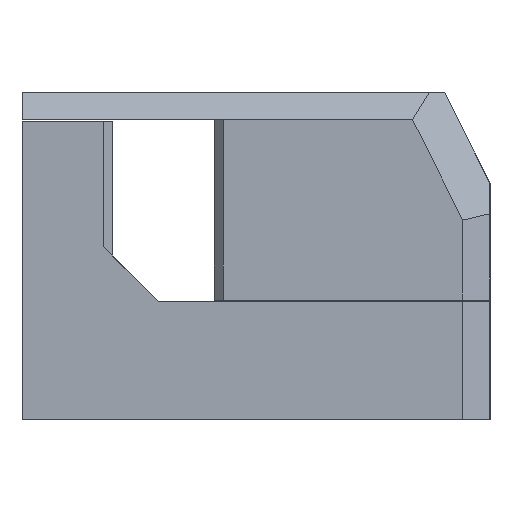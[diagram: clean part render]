
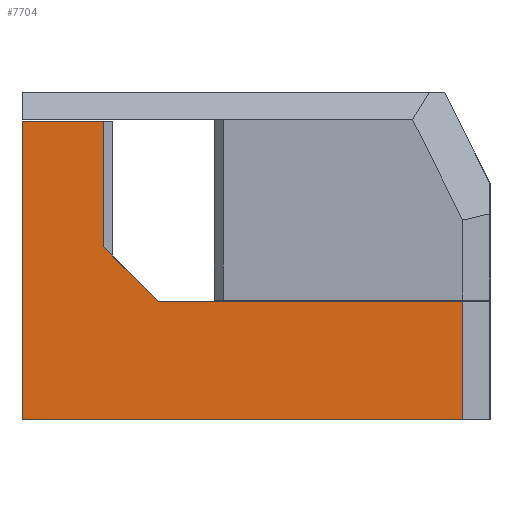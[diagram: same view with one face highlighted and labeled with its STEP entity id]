
A CAD part, left-side view. The second image highlights one B-rep face of the part: STEP entity #7704.
In plain terms, the highlighted planar face has unit normal (-1, 0, 0).
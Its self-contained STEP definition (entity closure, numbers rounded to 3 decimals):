
#366=PLANE('',#8270);
#760=FACE_OUTER_BOUND('',#1206,.T.);
#1206=EDGE_LOOP('',(#6726,#6727,#6728,#6729,#6730,#6731,#6732));
#1430=LINE('',#10747,#2358);
#1464=LINE('',#10819,#2392);
#1579=LINE('',#11120,#2507);
#1584=LINE('',#11129,#2512);
#1605=LINE('',#11172,#2533);
#1661=LINE('',#11375,#2589);
#1938=LINE('',#12059,#2866);
#2358=VECTOR('',#8579,10.);
#2392=VECTOR('',#8623,10.);
#2507=VECTOR('',#8950,10.);
#2512=VECTOR('',#8957,10.);
#2533=VECTOR('',#8996,10.);
#2589=VECTOR('',#9170,10.);
#2866=VECTOR('',#9897,10.);
#3461=VERTEX_POINT('',#10744);
#3462=VERTEX_POINT('',#10746);
#3494=VERTEX_POINT('',#10816);
#3495=VERTEX_POINT('',#10818);
#3574=VERTEX_POINT('',#11117);
#3575=VERTEX_POINT('',#11119);
#3578=VERTEX_POINT('',#11127);
#4205=EDGE_CURVE('',#3461,#3462,#1430,.T.);
#4241=EDGE_CURVE('',#3494,#3495,#1464,.T.);
#4391=EDGE_CURVE('',#3574,#3575,#1579,.T.);
#4396=EDGE_CURVE('',#3574,#3578,#1584,.T.);
#4418=EDGE_CURVE('',#3575,#3494,#1605,.T.);
#4520=EDGE_CURVE('',#3495,#3461,#1661,.T.);
#4855=EDGE_CURVE('',#3578,#3462,#1938,.T.);
#6726=ORIENTED_EDGE('',*,*,#4391,.F.);
#6727=ORIENTED_EDGE('',*,*,#4396,.T.);
#6728=ORIENTED_EDGE('',*,*,#4855,.T.);
#6729=ORIENTED_EDGE('',*,*,#4205,.F.);
#6730=ORIENTED_EDGE('',*,*,#4520,.F.);
#6731=ORIENTED_EDGE('',*,*,#4241,.F.);
#6732=ORIENTED_EDGE('',*,*,#4418,.F.);
#7704=ADVANCED_FACE('',(#760),#366,.T.);
#8270=AXIS2_PLACEMENT_3D('',#12060,#9898,#9899);
#8579=DIRECTION('',(0.,1.,0.));
#8623=DIRECTION('',(0.,-1.,0.));
#8950=DIRECTION('',(0.,0.,-1.));
#8957=DIRECTION('',(0.,1.,0.));
#8996=DIRECTION('',(0.,-0.707,-0.707));
#9170=DIRECTION('',(0.,0.,-1.));
#9897=DIRECTION('',(0.,0.,-1.));
#9898=DIRECTION('center_axis',(-1.,0.,0.));
#9899=DIRECTION('ref_axis',(0.,1.,0.));
#10744=CARTESIAN_POINT('',(-4.,0.,-4.));
#10746=CARTESIAN_POINT('',(-4.,48.5,-4.));
#10747=CARTESIAN_POINT('',(-4.,48.5,-4.));
#10816=CARTESIAN_POINT('',(-4.,33.5,9.));
#10818=CARTESIAN_POINT('',(-4.,0.,9.));
#10819=CARTESIAN_POINT('',(-4.,-0.8,9.));
#11117=CARTESIAN_POINT('',(-4.,39.5,28.85));
#11119=CARTESIAN_POINT('',(-4.,39.5,15.));
#11120=CARTESIAN_POINT('',(-4.,39.5,0.));
#11127=CARTESIAN_POINT('',(-4.,48.5,28.85));
#11129=CARTESIAN_POINT('',(-4.,22.75,28.85));
#11172=CARTESIAN_POINT('',(-4.,23.375,-1.125));
#11375=CARTESIAN_POINT('',(-4.,0.,0.));
#12059=CARTESIAN_POINT('',(-4.,48.5,0.));
#12060=CARTESIAN_POINT('Origin',(-4.,-3.,0.));
